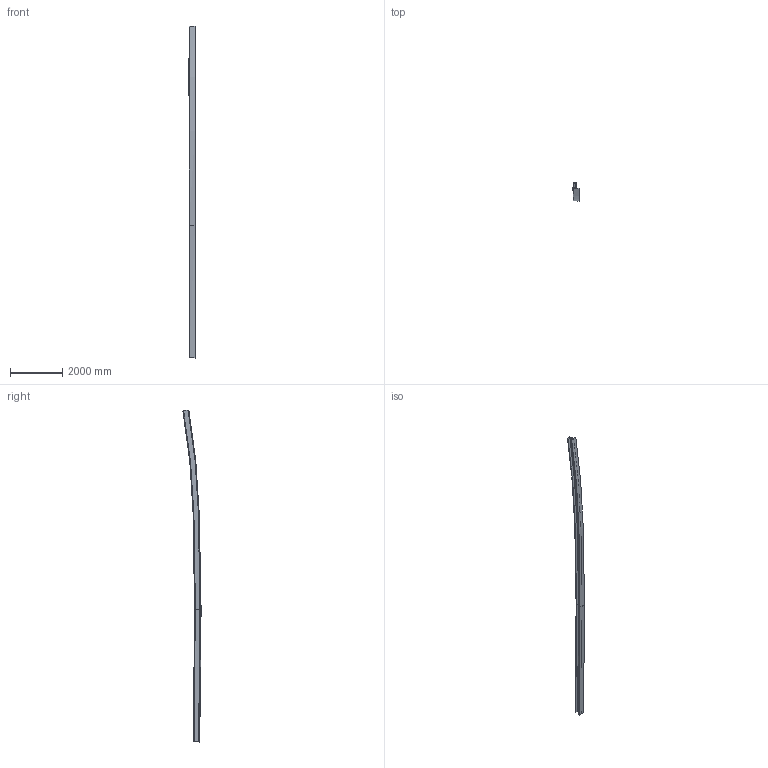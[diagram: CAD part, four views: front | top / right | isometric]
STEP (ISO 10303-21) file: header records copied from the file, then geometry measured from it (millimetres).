
FILE_DESCRIPTION(('produced by SPATIAL CORP'),'2;1');
FILE_NAME( 'str1_done.prt.hh.sat.stp','2002-04-19T13:23:19+00:00',('SPATIAL CORP'),('SPATIAL CORP'), 'ACIS STEP Husk','http://www.spatial.com','SPATIAL CORP');
FILE_SCHEMA(('CONFIG_CONTROL_DESIGN'));
Length unit declared in the file: millimetre
Products named in the file (1): PRODUCT_ID_1
Bounding box: 235.5 x 694.38 x 12700.31 mm (x, y, z)
Volume: 172178783.6 mm3; surface area: 14229870 mm2
Topology: 1 solids, 1 shells, 22 faces, 50 edges, 30 vertices
Faces by surface type: bspline 20, plane 2
Entity records: 3164 total; most frequent: CARTESIAN_POINT 2755, ORIENTED_EDGE 100, EDGE_CURVE 50, VERTEX_POINT 30, DIRECTION 23, EDGE_LOOP 22, FACE_BOUND 22, ADVANCED_FACE 22
